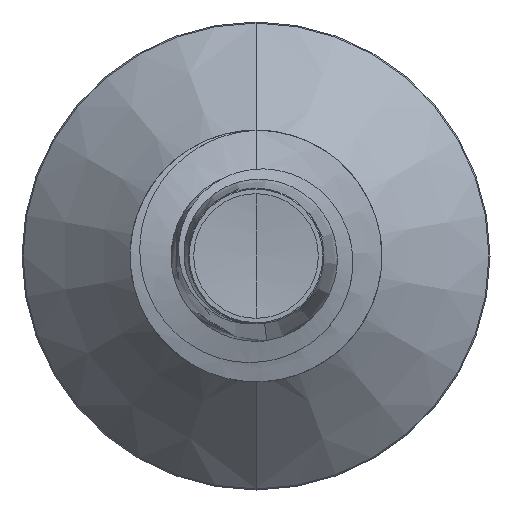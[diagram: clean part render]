
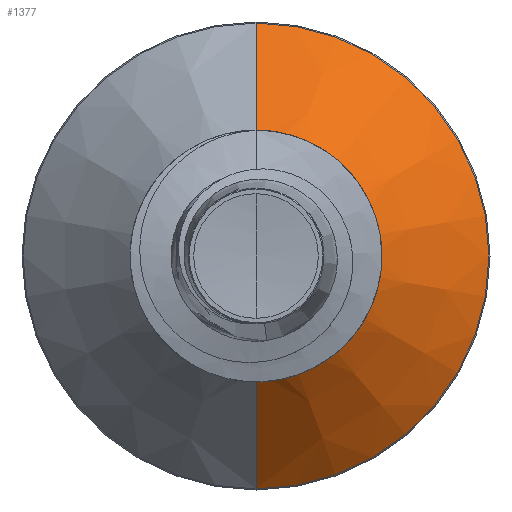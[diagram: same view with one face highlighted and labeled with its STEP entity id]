
A CAD part, front view. The second image highlights one B-rep face of the part: STEP entity #1377.
In plain terms, the highlighted conical face has half-angle 45 degrees and reference radius 2.301 mm.
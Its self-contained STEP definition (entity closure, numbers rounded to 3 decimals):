
#120 = AXIS2_PLACEMENT_3D ( 'NONE', #15664, #15642, #15637 ) ;
#1377 = ADVANCED_FACE ( 'NONE', ( #24485 ), #8754, .T. ) ;
#2506 = AXIS2_PLACEMENT_3D ( 'NONE', #15368, #15338, #15313 ) ;
#2883 = CIRCLE ( 'NONE', #2506, 4.628 ) ;
#4095 = VERTEX_POINT ( 'NONE', #4301 ) ;
#4301 = CARTESIAN_POINT ( 'NONE',  ( 0., 21.728, 4.628 ) ) ;
#4350 = VECTOR ( 'NONE', #19303, 1000. ) ;
#6072 = EDGE_CURVE ( 'NONE', #11184, #23870, #23820, .T. ) ;
#6082 = CARTESIAN_POINT ( 'NONE',  ( 0., 21.728, -4.628 ) ) ;
#6374 = EDGE_CURVE ( 'NONE', #4095, #18126, #2883, .T. ) ;
#6720 = ORIENTED_EDGE ( 'NONE', *, *, #24566, .F. ) ;
#8754 = CONICAL_SURFACE ( 'NONE', #22247, 2.301, 0.785 ) ;
#10621 = CARTESIAN_POINT ( 'NONE',  ( 0., 19.401, -2.301 ) ) ;
#11184 = VERTEX_POINT ( 'NONE', #19371 ) ;
#11812 = ORIENTED_EDGE ( 'NONE', *, *, #6374, .F. ) ;
#13333 = EDGE_LOOP ( 'NONE', ( #20585, #16426, #11812, #6720 ) ) ;
#15313 = DIRECTION ( 'NONE',  ( 0., 0., 1. ) ) ;
#15338 = DIRECTION ( 'NONE',  ( 0., 1., 0. ) ) ;
#15368 = CARTESIAN_POINT ( 'NONE',  ( 0., 21.728, 0. ) ) ;
#15637 = DIRECTION ( 'NONE',  ( 0., 0., 1. ) ) ;
#15642 = DIRECTION ( 'NONE',  ( 0., 1., 0. ) ) ;
#15664 = CARTESIAN_POINT ( 'NONE',  ( 0., 19.401, 0. ) ) ;
#15756 = LINE ( 'NONE', #17478, #4350 ) ;
#16426 = ORIENTED_EDGE ( 'NONE', *, *, #22477, .T. ) ;
#17060 = CARTESIAN_POINT ( 'NONE',  ( 0., 19.401, 2.301 ) ) ;
#17478 = CARTESIAN_POINT ( 'NONE',  ( 0., 19.401, -2.301 ) ) ;
#18126 = VERTEX_POINT ( 'NONE', #6082 ) ;
#18583 = VECTOR ( 'NONE', #18870, 1000. ) ;
#18870 = DIRECTION ( 'NONE',  ( 0., 0.707, 0.707 ) ) ;
#19303 = DIRECTION ( 'NONE',  ( 0., 0.707, -0.707 ) ) ;
#19371 = CARTESIAN_POINT ( 'NONE',  ( 0., 19.401, 2.301 ) ) ;
#20585 = ORIENTED_EDGE ( 'NONE', *, *, #6072, .T. ) ;
#21161 = DIRECTION ( 'NONE',  ( 0., 0., 1. ) ) ;
#22247 = AXIS2_PLACEMENT_3D ( 'NONE', #25046, #25030, #21161 ) ;
#22477 = EDGE_CURVE ( 'NONE', #23870, #18126, #15756, .T. ) ;
#23081 = LINE ( 'NONE', #17060, #18583 ) ;
#23820 = CIRCLE ( 'NONE', #120, 2.301 ) ;
#23870 = VERTEX_POINT ( 'NONE', #10621 ) ;
#24485 = FACE_OUTER_BOUND ( 'NONE', #13333, .T. ) ;
#24566 = EDGE_CURVE ( 'NONE', #11184, #4095, #23081, .T. ) ;
#25030 = DIRECTION ( 'NONE',  ( 0., 1., 0. ) ) ;
#25046 = CARTESIAN_POINT ( 'NONE',  ( 0., 19.401, 0. ) ) ;
